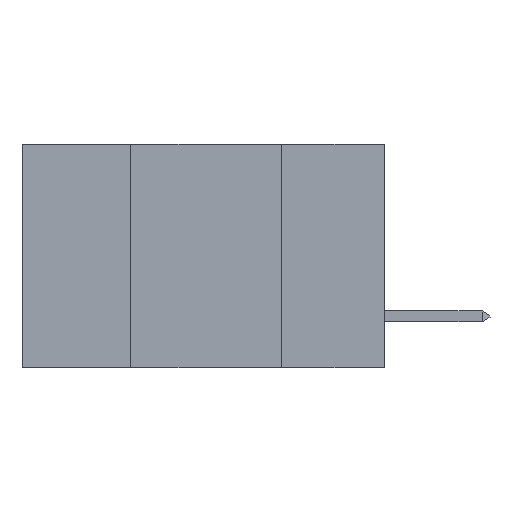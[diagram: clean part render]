
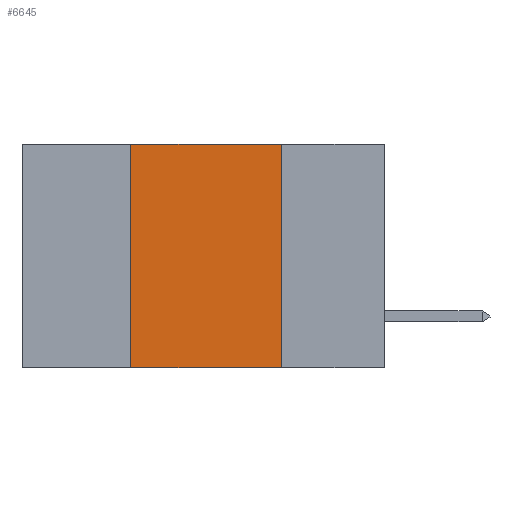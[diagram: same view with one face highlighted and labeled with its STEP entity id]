
A CAD part, left-side view. The second image highlights one B-rep face of the part: STEP entity #6645.
In plain terms, the highlighted planar face has unit normal (-1, 0, 0).
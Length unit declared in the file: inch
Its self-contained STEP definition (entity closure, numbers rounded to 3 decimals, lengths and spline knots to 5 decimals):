
#140 = ORIENTED_EDGE ( 'NONE', *, *, #11885, .F. ) ;
#542 = VECTOR ( 'NONE', #17085, 39.37008 ) ;
#2183 = CARTESIAN_POINT ( 'NONE',  ( 0., 0.17, -0.37 ) ) ;
#2506 = VERTEX_POINT ( 'NONE', #2183 ) ;
#3475 = VERTEX_POINT ( 'NONE', #11009 ) ;
#3684 = PLANE ( 'NONE',  #8988 ) ;
#3938 = EDGE_LOOP ( 'NONE', ( #16711, #18101, #140, #13041 ) ) ;
#4375 = LINE ( 'NONE', #12662, #542 ) ;
#4505 = VERTEX_POINT ( 'NONE', #8538 ) ;
#6603 = EDGE_CURVE ( 'NONE', #13820, #2506, #18353, .T. ) ;
#6645 = ADVANCED_FACE ( 'NONE', ( #13942 ), #3684, .F. ) ;
#6964 = VECTOR ( 'NONE', #9830, 39.37008 ) ;
#8538 = CARTESIAN_POINT ( 'NONE',  ( 0., 0.42, -0.37 ) ) ;
#8962 = EDGE_CURVE ( 'NONE', #3475, #13820, #4375, .T. ) ;
#8988 = AXIS2_PLACEMENT_3D ( 'NONE', #13062, #19047, #10081 ) ;
#9830 = DIRECTION ( 'NONE',  ( 0., -1., 0. ) ) ;
#10058 = VECTOR ( 'NONE', #16070, 39.37008 ) ;
#10081 = DIRECTION ( 'NONE',  ( 0., 0., -1. ) ) ;
#11009 = CARTESIAN_POINT ( 'NONE',  ( 0., 0.42, 0. ) ) ;
#11494 = CARTESIAN_POINT ( 'NONE',  ( 0., 0.17, 0. ) ) ;
#11597 = CARTESIAN_POINT ( 'NONE',  ( 0., 0.42, 0. ) ) ;
#11885 = EDGE_CURVE ( 'NONE', #4505, #3475, #14081, .T. ) ;
#12662 = CARTESIAN_POINT ( 'NONE',  ( 0., 0.6, 0. ) ) ;
#13002 = DIRECTION ( 'NONE',  ( 0., 0., -1. ) ) ;
#13041 = ORIENTED_EDGE ( 'NONE', *, *, #15859, .T. ) ;
#13062 = CARTESIAN_POINT ( 'NONE',  ( 0., 0.6, 0. ) ) ;
#13820 = VERTEX_POINT ( 'NONE', #16806 ) ;
#13942 = FACE_OUTER_BOUND ( 'NONE', #3938, .T. ) ;
#14081 = LINE ( 'NONE', #11597, #10058 ) ;
#14865 = VECTOR ( 'NONE', #13002, 39.37008 ) ;
#15859 = EDGE_CURVE ( 'NONE', #4505, #2506, #20050, .T. ) ;
#16070 = DIRECTION ( 'NONE',  ( 0., 0., 1. ) ) ;
#16711 = ORIENTED_EDGE ( 'NONE', *, *, #6603, .F. ) ;
#16806 = CARTESIAN_POINT ( 'NONE',  ( 0., 0.17, 0. ) ) ;
#17085 = DIRECTION ( 'NONE',  ( 0., -1., 0. ) ) ;
#17318 = CARTESIAN_POINT ( 'NONE',  ( 0., 0.6, -0.37 ) ) ;
#18101 = ORIENTED_EDGE ( 'NONE', *, *, #8962, .F. ) ;
#18353 = LINE ( 'NONE', #11494, #14865 ) ;
#19047 = DIRECTION ( 'NONE',  ( 1., 0., 0. ) ) ;
#20050 = LINE ( 'NONE', #17318, #6964 ) ;
